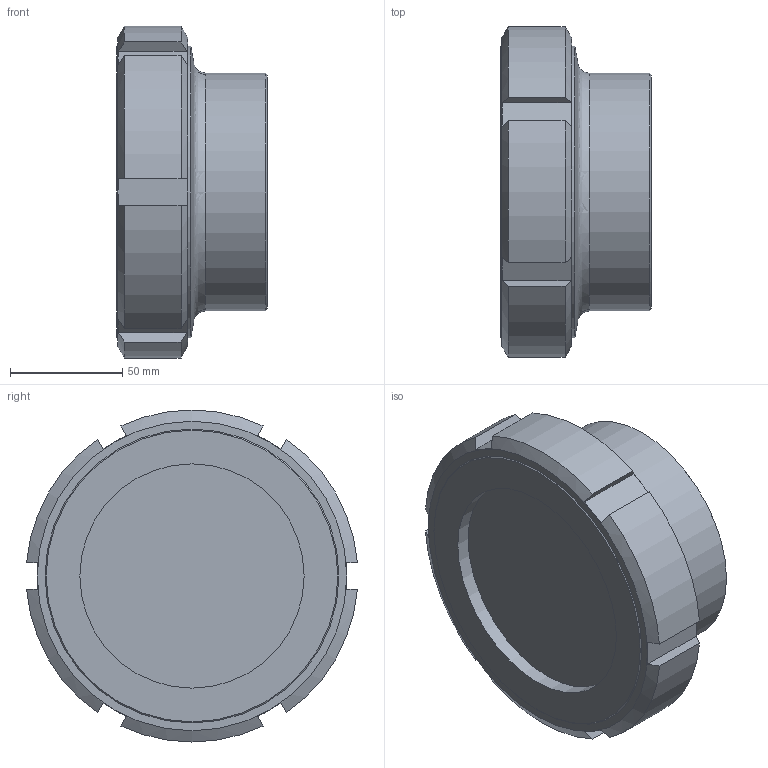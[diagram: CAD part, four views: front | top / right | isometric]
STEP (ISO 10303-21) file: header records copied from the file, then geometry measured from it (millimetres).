
FILE_DESCRIPTION((''),'2;1');
FILE_NAME('62100100X200.stp','2010-10-29T12:43:23',('Creator'),(''),'Autodesk Inventor 2010','Autodesk Inventor 2010','');
FILE_SCHEMA(('AUTOMOTIVE_DESIGN { 1 0 10303 214 1 1 1 1 }'));
Length unit declared in the file: millimetre
Products named in the file (1): 62100100X200
Bounding box: 67 x 147.51 x 148 mm (x, y, z)
Volume: 422359.8 mm3; surface area: 97654.8 mm2
Topology: 1 solids, 4 shells, 71 faces, 156 edges, 99 vertices
Faces by surface type: plane 32, cylinder 19, cone 17, torus 2, bspline 1
Full cylindrical faces by diameter (mm): 100 x2, 100.5 x1, 104 x1, 106 x1, 113.8 x1, 114 x1, 118 x1, 119 x1, 124.29 x1, 125 x1, 130 x1, 130.4 x1
Entity records: 1837 total; most frequent: CARTESIAN_POINT 434, DIRECTION 280, ORIENTED_EDGE 258, EDGE_CURVE 129, AXIS2_PLACEMENT_3D 128, EDGE_LOOP 104, VERTEX_POINT 93, FACE_OUTER_BOUND 71
